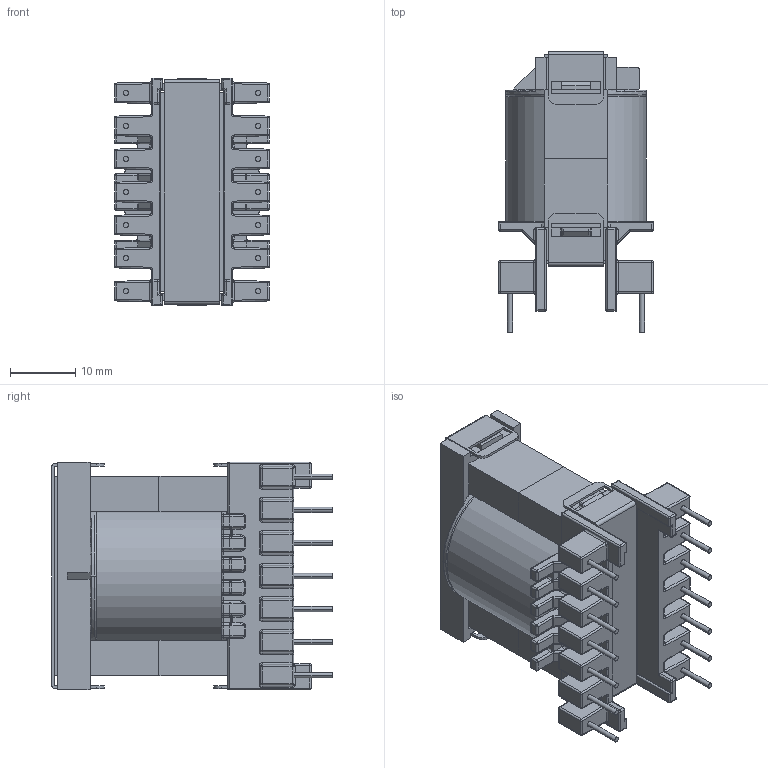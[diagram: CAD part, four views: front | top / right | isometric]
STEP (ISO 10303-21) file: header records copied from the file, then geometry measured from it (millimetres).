
FILE_DESCRIPTION (( 'STEP AP214' ), '1' );
FILE_NAME ('ETD29_4772.STEP', '2021-06-30T20:46:03', ( '' ), ( '' ), 'SwSTEP 2.0', 'SolidWorks 2017', '' );
FILE_SCHEMA (( 'AUTOMOTIVE_DESIGN' ));
Length unit declared in the file: millimetre
Products named in the file (5): 139-0170_6B; 070-4771_coil; 150-1838_6A; 070-4772_6F; ETD29_4772
Assembly tree (6 placements, depth 2):
  ETD29_4772
    070-4772_6F
    150-1838_6A  x2
    070-4771_coil
    139-0170_6B  x2
Bounding box: 23.8 x 43.15 x 35 mm (x, y, z)
Volume: 16360.8 mm3; surface area: 15464.2 mm2
Topology: 6 solids, 6 shells, 1092 faces, 2631 edges, 1426 vertices
Faces by surface type: cylinder 497, plane 301, sphere 132, bspline 92, torus 70
Entity records: 30877 total; most frequent: CARTESIAN_POINT 7288, DIRECTION 5016, ORIENTED_EDGE 4780, EDGE_CURVE 2390, AXIS2_PLACEMENT_3D 1910, VERTEX_POINT 1354, VECTOR 1196, LINE 1196
